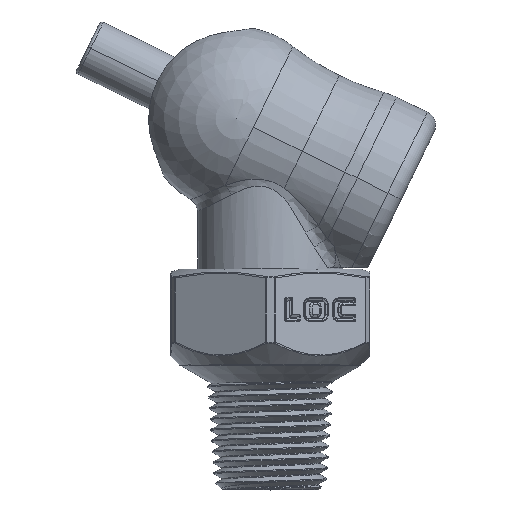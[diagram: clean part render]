
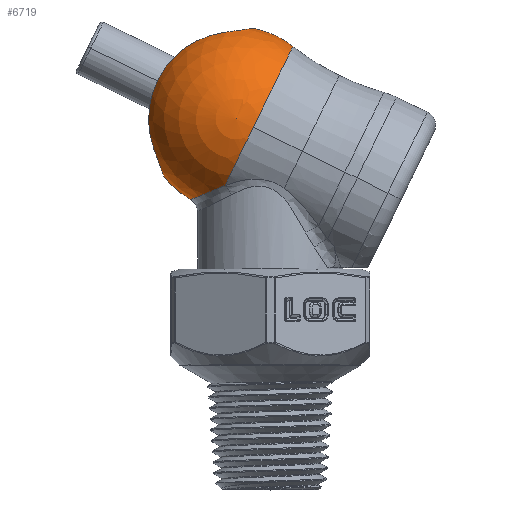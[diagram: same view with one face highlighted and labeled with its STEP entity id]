
A CAD part, top view. The second image highlights one B-rep face of the part: STEP entity #6719.
In plain terms, the highlighted spherical face has radius 7.828 mm.
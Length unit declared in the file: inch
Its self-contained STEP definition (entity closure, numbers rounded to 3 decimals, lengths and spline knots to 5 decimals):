
#5747 = SPHERICAL_SURFACE ( 'NONE', #26063, 0.30818 ) ;
#5748 = FACE_OUTER_BOUND ( 'NONE', #11569, .T. ) ;
#6719 = ADVANCED_FACE ( 'NONE', ( #5748 ), #5747, .T. ) ;
#8420 = B_SPLINE_CURVE_WITH_KNOTS ( 'NONE', 3,
 ( #16317, #16312, #16313, #16318, #16319, #16320, #16321, #16322, #16323, #16324, #16325, #16326, #16327, #16328 ),
 .UNSPECIFIED., .F., .F.,
 ( 4, 2, 2, 2, 2, 2, 4 ),
 ( 0.00647, 0.00808, 0.00889, 0.0097, 0.01131, 0.01212, 0.01293 ),
 .UNSPECIFIED. ) ;
#10076 = CIRCLE ( 'NONE', #21465, 0.09834 ) ;
#10077 = CIRCLE ( 'NONE', #21466, 0.29207 ) ;
#10079 = CIRCLE ( 'NONE', #21467, 0.09834 ) ;
#10115 = CIRCLE ( 'NONE', #21499, 0.30818 ) ;
#10119 = CIRCLE ( 'NONE', #21503, 0.30818 ) ;
#10144 = CIRCLE ( 'NONE', #21513, 0.30143 ) ;
#10145 = CIRCLE ( 'NONE', #21517, 0.30143 ) ;
#11569 = EDGE_LOOP ( 'NONE', ( #12182, #12183, #12184, #12185, #12186, #12187, #12188, #12189 ) ) ;
#12182 = ORIENTED_EDGE ( 'NONE', *, *, #25587, .F. ) ;
#12183 = ORIENTED_EDGE ( 'NONE', *, *, #25533, .T. ) ;
#12184 = ORIENTED_EDGE ( 'NONE', *, *, #25617, .T. ) ;
#12185 = ORIENTED_EDGE ( 'NONE', *, *, #25613, .T. ) ;
#12186 = ORIENTED_EDGE ( 'NONE', *, *, #25583, .T. ) ;
#12187 = ORIENTED_EDGE ( 'NONE', *, *, #25532, .T. ) ;
#12188 = ORIENTED_EDGE ( 'NONE', *, *, #25531, .F. ) ;
#12189 = ORIENTED_EDGE ( 'NONE', *, *, #25530, .T. ) ;
#16306 = CARTESIAN_POINT ( 'NONE',  ( -0.19725, -0.21117, 0. ) ) ;
#16307 = DIRECTION ( 'NONE',  ( 0.695, 0.719, 0. ) ) ;
#16308 = DIRECTION ( 'NONE',  ( 0.719, -0.695, 0. ) ) ;
#16309 = CARTESIAN_POINT ( 'NONE',  ( 0.00564, -0.00108, 0.09834 ) ) ;
#16310 = DIRECTION ( 'NONE',  ( 0., 0., -1. ) ) ;
#16311 = DIRECTION ( 'NONE',  ( 1., 0., 0. ) ) ;
#16312 = CARTESIAN_POINT ( 'NONE',  ( -0.01263, -0.30871, 0.02149 ) ) ;
#16313 = CARTESIAN_POINT ( 'NONE',  ( -0.01064, -0.30662, 0.04251 ) ) ;
#16314 = CARTESIAN_POINT ( 'NONE',  ( -0.15769, 0.24106, 0. ) ) ;
#16315 = DIRECTION ( 'NONE',  ( 0.559, -0.829, 0. ) ) ;
#16316 = DIRECTION ( 'NONE',  ( 0.829, 0.559, 0. ) ) ;
#16317 = CARTESIAN_POINT ( 'NONE',  ( -0.01263, -0.30871, 0. ) ) ;
#16318 = CARTESIAN_POINT ( 'NONE',  ( -0.00478, -0.30041, 0.07333 ) ) ;
#16319 = CARTESIAN_POINT ( 'NONE',  ( -0.00232, -0.2978, 0.08353 ) ) ;
#16320 = CARTESIAN_POINT ( 'NONE',  ( 0.00341, -0.29168, 0.10312 ) ) ;
#16321 = CARTESIAN_POINT ( 'NONE',  ( 0.00669, -0.28815, 0.11258 ) ) ;
#16322 = CARTESIAN_POINT ( 'NONE',  ( 0.01771, -0.2762, 0.13996 ) ) ;
#16323 = CARTESIAN_POINT ( 'NONE',  ( 0.02676, -0.26626, 0.15702 ) ) ;
#16324 = CARTESIAN_POINT ( 'NONE',  ( 0.04179, -0.24928, 0.17937 ) ) ;
#16325 = CARTESIAN_POINT ( 'NONE',  ( 0.04707, -0.24325, 0.18634 ) ) ;
#16326 = CARTESIAN_POINT ( 'NONE',  ( 0.05809, -0.23044, 0.19932 ) ) ;
#16327 = CARTESIAN_POINT ( 'NONE',  ( 0.06387, -0.22363, 0.20535 ) ) ;
#16328 = CARTESIAN_POINT ( 'NONE',  ( 0.06977, -0.21652, 0.21082 ) ) ;
#16548 = CARTESIAN_POINT ( 'NONE',  ( 0.00564, -0.00108, 0. ) ) ;
#16549 = DIRECTION ( 'NONE',  ( 0., 0., 1. ) ) ;
#16550 = DIRECTION ( 'NONE',  ( 1., 0., 0. ) ) ;
#16564 = CARTESIAN_POINT ( 'NONE',  ( 0.00564, -0.00108, 0. ) ) ;
#16565 = DIRECTION ( 'NONE',  ( 0., 0., -1. ) ) ;
#16566 = DIRECTION ( 'NONE',  ( 0., 1., 0. ) ) ;
#16748 = CARTESIAN_POINT ( 'NONE',  ( 0.06977, -0.00108, 0. ) ) ;
#16749 = DIRECTION ( 'NONE',  ( -1., 0., 0. ) ) ;
#16750 = DIRECTION ( 'NONE',  ( 0., 0., 1. ) ) ;
#16760 = CARTESIAN_POINT ( 'NONE',  ( 0.06977, -0.00108, 0. ) ) ;
#16761 = DIRECTION ( 'NONE',  ( -1., 0., 0. ) ) ;
#16762 = DIRECTION ( 'NONE',  ( 0., 0., 1. ) ) ;
#19702 = DIRECTION ( 'NONE',  ( 0., 1., 0. ) ) ;
#19726 = CARTESIAN_POINT ( 'NONE',  ( 0.00564, -0.00108, 0. ) ) ;
#19753 = DIRECTION ( 'NONE',  ( 0., 0., -1. ) ) ;
#20727 = CARTESIAN_POINT ( 'NONE',  ( -0.19725, -0.21117, 0.09834 ) ) ;
#20728 = CARTESIAN_POINT ( 'NONE',  ( -0.15769, 0.24106, 0.09834 ) ) ;
#20757 = CARTESIAN_POINT ( 'NONE',  ( -0.07615, 0.29605, 0. ) ) ;
#20760 = CARTESIAN_POINT ( 'NONE',  ( -0.12651, -0.27949, 0. ) ) ;
#20767 = CARTESIAN_POINT ( 'NONE',  ( -0.01263, -0.30871, 0. ) ) ;
#20795 = CARTESIAN_POINT ( 'NONE',  ( 0.06977, -0.00108, 0.30143 ) ) ;
#20797 = CARTESIAN_POINT ( 'NONE',  ( 0.06977, 0.30036, 0. ) ) ;
#20801 = CARTESIAN_POINT ( 'NONE',  ( 0.06977, -0.21652, 0.21082 ) ) ;
#21465 = AXIS2_PLACEMENT_3D ( 'NONE', #16306, #16307, #16308 ) ;
#21466 = AXIS2_PLACEMENT_3D ( 'NONE', #16309, #16310, #16311 ) ;
#21467 = AXIS2_PLACEMENT_3D ( 'NONE', #16314, #16315, #16316 ) ;
#21499 = AXIS2_PLACEMENT_3D ( 'NONE', #16548, #16549, #16550 ) ;
#21503 = AXIS2_PLACEMENT_3D ( 'NONE', #16564, #16565, #16566 ) ;
#21513 = AXIS2_PLACEMENT_3D ( 'NONE', #16748, #16749, #16750 ) ;
#21517 = AXIS2_PLACEMENT_3D ( 'NONE', #16760, #16761, #16762 ) ;
#25530 = EDGE_CURVE ( 'NONE', #27737, #27796, #10076, .T. ) ;
#25531 = EDGE_CURVE ( 'NONE', #27737, #27738, #10077, .T. ) ;
#25532 = EDGE_CURVE ( 'NONE', #27788, #27738, #10079, .T. ) ;
#25533 = EDGE_CURVE ( 'NONE', #27813, #27901, #8420, .T. ) ;
#25583 = EDGE_CURVE ( 'NONE', #27891, #27788, #10115, .T. ) ;
#25587 = EDGE_CURVE ( 'NONE', #27813, #27796, #10119, .T. ) ;
#25613 = EDGE_CURVE ( 'NONE', #27887, #27891, #10144, .T. ) ;
#25617 = EDGE_CURVE ( 'NONE', #27901, #27887, #10145, .T. ) ;
#26063 = AXIS2_PLACEMENT_3D ( 'NONE', #19726, #19753, #19702 ) ;
#27737 = VERTEX_POINT ( 'NONE', #20727 ) ;
#27738 = VERTEX_POINT ( 'NONE', #20728 ) ;
#27788 = VERTEX_POINT ( 'NONE', #20757 ) ;
#27796 = VERTEX_POINT ( 'NONE', #20760 ) ;
#27813 = VERTEX_POINT ( 'NONE', #20767 ) ;
#27887 = VERTEX_POINT ( 'NONE', #20795 ) ;
#27891 = VERTEX_POINT ( 'NONE', #20797 ) ;
#27901 = VERTEX_POINT ( 'NONE', #20801 ) ;
